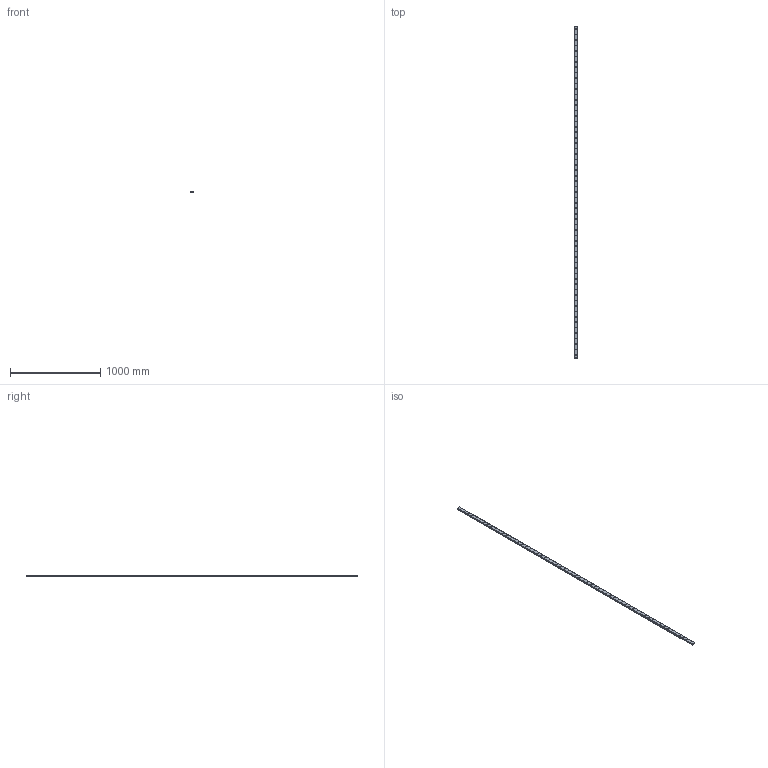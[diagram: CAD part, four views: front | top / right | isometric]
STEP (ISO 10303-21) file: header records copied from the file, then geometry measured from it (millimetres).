
FILE_DESCRIPTION(('STEP AP214'),'1');
FILE_NAME('cctmp_556B3B21-1435-43FB-916D-4A5CA90349A8_2021_03_05_15_54_34_0476..stp','2021-03-05T14:54:34',('HIWIN GmbH'),('CADClick - www.CADClick.com'),'Spatial InterOp 3D',' ','unknown authorization');
FILE_SCHEMA(('AUTOMOTIVE_DESIGN'));
Length unit declared in the file: millimetre
Products named in the file (1): WER27R3670H_FILE
Bounding box: 42 x 3670 x 15 mm (x, y, z)
Volume: 2136271.5 mm3; surface area: 461270.5 mm2
Topology: 1 solids, 1 shells, 1201 faces, 2487 edges, 1658 vertices
Faces by surface type: cylinder 750, plane 451
Entity records: 42213 total; most frequent: DIRECTION 6391, CARTESIAN_POINT 5347, ORIENTED_EDGE 4974, AXIS2_PLACEMENT_3D 2702, EDGE_CURVE 2487, VERTEX_POINT 1658, EDGE_LOOP 1571, CIRCLE 1500
